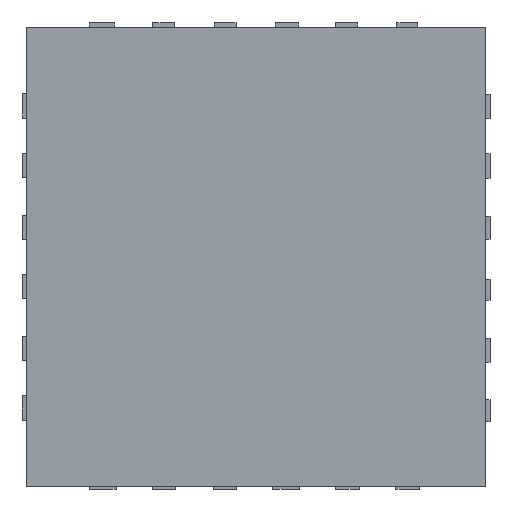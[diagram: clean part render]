
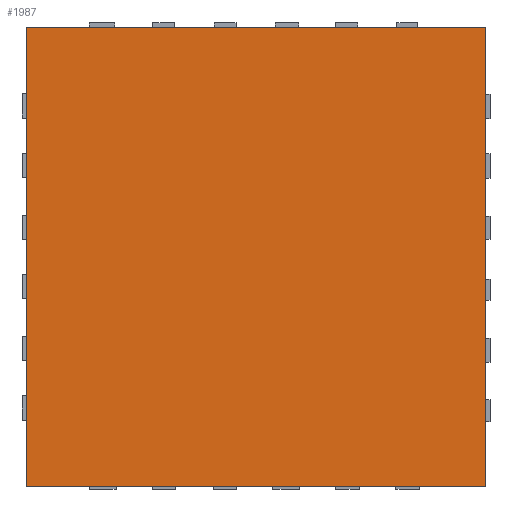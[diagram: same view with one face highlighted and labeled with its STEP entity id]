
A CAD part, top view. The second image highlights one B-rep face of the part: STEP entity #1987.
In plain terms, the highlighted planar face has unit normal (0, 0, 1).
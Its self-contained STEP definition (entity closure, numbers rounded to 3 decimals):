
#56 = VERTEX_POINT('',#57);
#57 = CARTESIAN_POINT('',(-1.5,-1.5,0.46));
#63 = EDGE_CURVE('',#64,#56,#66,.T.);
#64 = VERTEX_POINT('',#65);
#65 = CARTESIAN_POINT('',(-1.5,1.5,0.46));
#66 = LINE('',#67,#68);
#67 = CARTESIAN_POINT('',(-1.5,1.5,0.46));
#68 = VECTOR('',#69,1.);
#69 = DIRECTION('',(0.,-1.,0.));
#286 = EDGE_CURVE('',#287,#64,#289,.T.);
#287 = VERTEX_POINT('',#288);
#288 = CARTESIAN_POINT('',(1.5,1.5,0.46));
#289 = LINE('',#290,#291);
#290 = CARTESIAN_POINT('',(1.5,1.5,0.46));
#291 = VECTOR('',#292,1.);
#292 = DIRECTION('',(-1.,0.,0.));
#669 = EDGE_CURVE('',#670,#287,#672,.T.);
#670 = VERTEX_POINT('',#671);
#671 = CARTESIAN_POINT('',(1.5,-1.5,0.46));
#672 = LINE('',#673,#674);
#673 = CARTESIAN_POINT('',(1.5,-1.5,0.46));
#674 = VECTOR('',#675,1.);
#675 = DIRECTION('',(0.,1.,0.));
#732 = EDGE_CURVE('',#56,#670,#733,.T.);
#733 = LINE('',#734,#735);
#734 = CARTESIAN_POINT('',(-1.5,-1.5,0.46));
#735 = VECTOR('',#736,1.);
#736 = DIRECTION('',(1.,0.,0.));
#1987 = ADVANCED_FACE('',(#1988),#1994,.T.);
#1988 = FACE_BOUND('',#1989,.T.);
#1989 = EDGE_LOOP('',(#1990,#1991,#1992,#1993));
#1990 = ORIENTED_EDGE('',*,*,#669,.T.);
#1991 = ORIENTED_EDGE('',*,*,#286,.T.);
#1992 = ORIENTED_EDGE('',*,*,#63,.T.);
#1993 = ORIENTED_EDGE('',*,*,#732,.T.);
#1994 = PLANE('',#1995);
#1995 = AXIS2_PLACEMENT_3D('',#1996,#1997,#1998);
#1996 = CARTESIAN_POINT('',(0.,0.,0.46));
#1997 = DIRECTION('',(0.,0.,1.));
#1998 = DIRECTION('',(0.,1.,0.));
